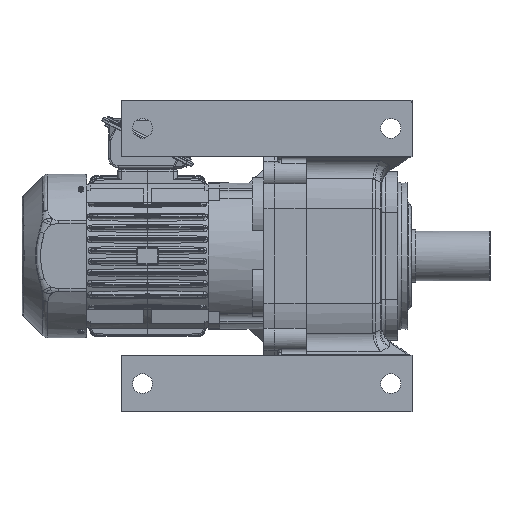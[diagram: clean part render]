
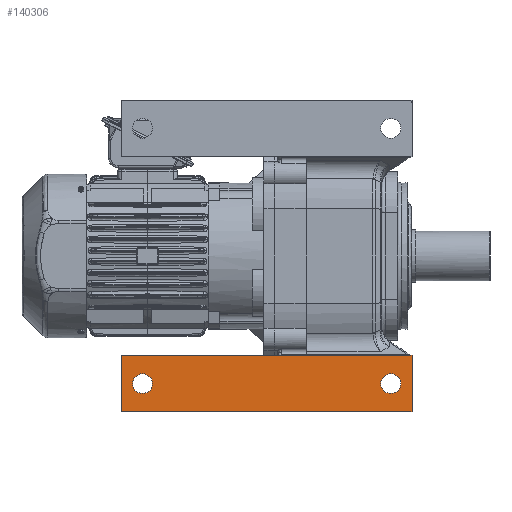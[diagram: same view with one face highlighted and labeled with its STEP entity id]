
A CAD part, front view. The second image highlights one B-rep face of the part: STEP entity #140306.
In plain terms, the highlighted planar face has unit normal (0, -1, 0).
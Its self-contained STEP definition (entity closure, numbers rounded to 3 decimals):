
#3667 = ORIENTED_EDGE ( 'NONE', *, *, #22704, .F. ) ;
#5032 = VERTEX_POINT ( 'NONE', #47563 ) ;
#5717 = DIRECTION ( 'NONE',  ( 0., 1., 0. ) ) ;
#8505 = EDGE_CURVE ( 'NONE', #111944, #111944, #30252, .T. ) ;
#12317 = DIRECTION ( 'NONE',  ( 1., 0., 0. ) ) ;
#15491 = LINE ( 'NONE', #130811, #25207 ) ;
#17553 = CARTESIAN_POINT ( 'NONE',  ( 36379.805, 3591.597, -760.558 ) ) ;
#21330 = CARTESIAN_POINT ( 'NONE',  ( 36336.805, 3591.597, -940.558 ) ) ;
#22704 = EDGE_CURVE ( 'NONE', #98396, #72583, #76092, .T. ) ;
#25207 = VECTOR ( 'NONE', #158953, 1000. ) ;
#27767 = CARTESIAN_POINT ( 'NONE',  ( 36013.805, 3591.597, -940.558 ) ) ;
#30252 = CIRCLE ( 'NONE', #90597, 14. ) ;
#34472 = ORIENTED_EDGE ( 'NONE', *, *, #103934, .T. ) ;
#35708 = DIRECTION ( 'NONE',  ( 0., 1., 0. ) ) ;
#47563 = CARTESIAN_POINT ( 'NONE',  ( 36363.805, 3591.597, -940.558 ) ) ;
#50330 = ORIENTED_EDGE ( 'NONE', *, *, #8505, .T. ) ;
#61524 = CARTESIAN_POINT ( 'NONE',  ( 35999.805, 3591.597, -940.558 ) ) ;
#63381 = DIRECTION ( 'NONE',  ( 1., 0., 0. ) ) ;
#64991 = DIRECTION ( 'NONE',  ( 1., 0., 0. ) ) ;
#69634 = VERTEX_POINT ( 'NONE', #174528 ) ;
#72583 = VERTEX_POINT ( 'NONE', #104535 ) ;
#76092 = LINE ( 'NONE', #17553, #151293 ) ;
#78750 = LINE ( 'NONE', #163577, #167132 ) ;
#80958 = EDGE_CURVE ( 'NONE', #122757, #69634, #78750, .T. ) ;
#81310 = EDGE_LOOP ( 'NONE', ( #50330 ) ) ;
#90597 = AXIS2_PLACEMENT_3D ( 'NONE', #61524, #5717, #63381 ) ;
#91222 = DIRECTION ( 'NONE',  ( 0., 0., -1. ) ) ;
#91320 = CIRCLE ( 'NONE', #115460, 14. ) ;
#92870 = AXIS2_PLACEMENT_3D ( 'NONE', #21330, #162916, #177152 ) ;
#98307 = CARTESIAN_POINT ( 'NONE',  ( 36336.805, 3591.597, -900.558 ) ) ;
#98396 = VERTEX_POINT ( 'NONE', #150826 ) ;
#103934 = EDGE_CURVE ( 'NONE', #5032, #5032, #91320, .T. ) ;
#104373 = EDGE_CURVE ( 'NONE', #72583, #69634, #15491, .T. ) ;
#104535 = CARTESIAN_POINT ( 'NONE',  ( 36379.805, 3591.597, -980.558 ) ) ;
#106533 = CARTESIAN_POINT ( 'NONE',  ( 35969.805, 3591.597, -900.558 ) ) ;
#108662 = ORIENTED_EDGE ( 'NONE', *, *, #104373, .F. ) ;
#110276 = EDGE_LOOP ( 'NONE', ( #114670, #108662, #3667, #119133 ) ) ;
#111944 = VERTEX_POINT ( 'NONE', #27767 ) ;
#114670 = ORIENTED_EDGE ( 'NONE', *, *, #80958, .T. ) ;
#115004 = PLANE ( 'NONE',  #92870 ) ;
#115460 = AXIS2_PLACEMENT_3D ( 'NONE', #179191, #35708, #64991 ) ;
#117200 = EDGE_LOOP ( 'NONE', ( #34472 ) ) ;
#119133 = ORIENTED_EDGE ( 'NONE', *, *, #169766, .F. ) ;
#122757 = VERTEX_POINT ( 'NONE', #106533 ) ;
#123152 = DIRECTION ( 'NONE',  ( 0., 0., -1. ) ) ;
#130811 = CARTESIAN_POINT ( 'NONE',  ( 36336.805, 3591.597, -980.558 ) ) ;
#131085 = FACE_BOUND ( 'NONE', #81310, .T. ) ;
#140306 = ADVANCED_FACE ( 'NONE', ( #131085, #186661, #157408 ), #115004, .T. ) ;
#150826 = CARTESIAN_POINT ( 'NONE',  ( 36379.805, 3591.597, -900.558 ) ) ;
#151293 = VECTOR ( 'NONE', #91222, 1000. ) ;
#157408 = FACE_OUTER_BOUND ( 'NONE', #110276, .T. ) ;
#158953 = DIRECTION ( 'NONE',  ( -1., 0., 0. ) ) ;
#162916 = DIRECTION ( 'NONE',  ( 0., -1., 0. ) ) ;
#163577 = CARTESIAN_POINT ( 'NONE',  ( 35969.805, 3591.597, -760.558 ) ) ;
#163960 = VECTOR ( 'NONE', #12317, 1000. ) ;
#167132 = VECTOR ( 'NONE', #123152, 1000. ) ;
#169007 = LINE ( 'NONE', #98307, #163960 ) ;
#169766 = EDGE_CURVE ( 'NONE', #122757, #98396, #169007, .T. ) ;
#174528 = CARTESIAN_POINT ( 'NONE',  ( 35969.805, 3591.597, -980.558 ) ) ;
#177152 = DIRECTION ( 'NONE',  ( -1., 0., 0. ) ) ;
#179191 = CARTESIAN_POINT ( 'NONE',  ( 36349.805, 3591.597, -940.558 ) ) ;
#186661 = FACE_BOUND ( 'NONE', #117200, .T. ) ;
